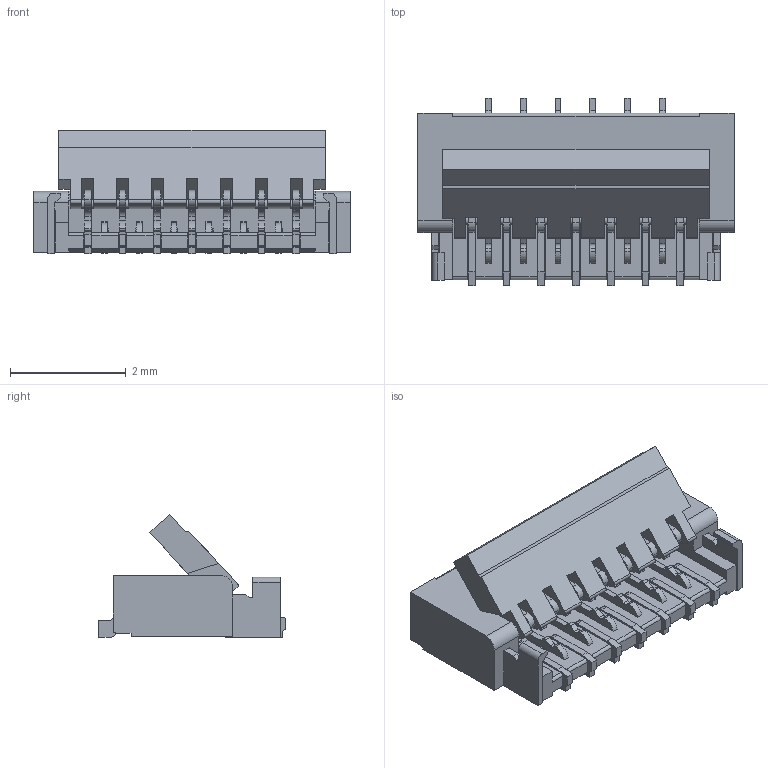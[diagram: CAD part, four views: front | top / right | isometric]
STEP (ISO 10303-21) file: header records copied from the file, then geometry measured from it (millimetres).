
FILE_DESCRIPTION(/* description */ (''),/* implementation_level */ '2;1');
FILE_NAME(/* name */ 'FPC ZIF v4.step',/* time_stamp */ '2024-06-01T23:07:18+08:00',/* author */ (''),/* organization */ (''),/* preprocessor_version */ 'ST-DEVELOPER v20',/* originating_system */ 'Autodesk Translation Framework v13.14.0.145',/* authorisation */ '');
FILE_SCHEMA (('AUTOMOTIVE_DESIGN { 1 0 10303 214 3 1 1 }'));
Length unit declared in the file: millimetre
Products named in the file (1): FPC ZIF
Bounding box: 5.46 x 3.23 x 2.13 mm (x, y, z)
Volume: 12 mm3; surface area: 133.6 mm2
Topology: 18 solids, 18 shells, 799 faces, 2367 edges, 1578 vertices
Faces by surface type: plane 526, cylinder 273
Full cylindrical faces by diameter (mm): 0.144 x9
Entity records: 26808 total; most frequent: CARTESIAN_POINT 4745, ORIENTED_EDGE 4734, DIRECTION 4513, EDGE_CURVE 2367, LINE 1821, VECTOR 1821, VERTEX_POINT 1578, AXIS2_PLACEMENT_3D 1346
